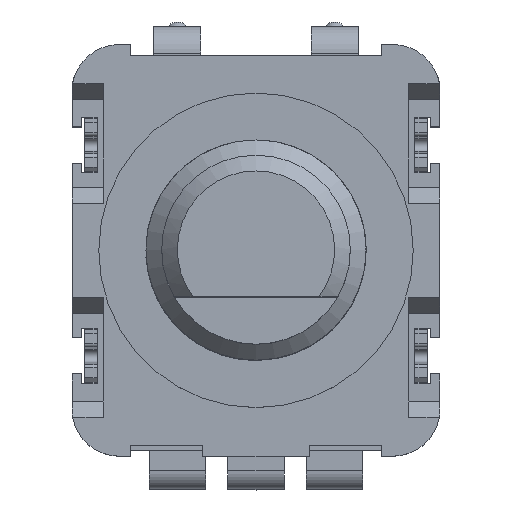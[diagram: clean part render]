
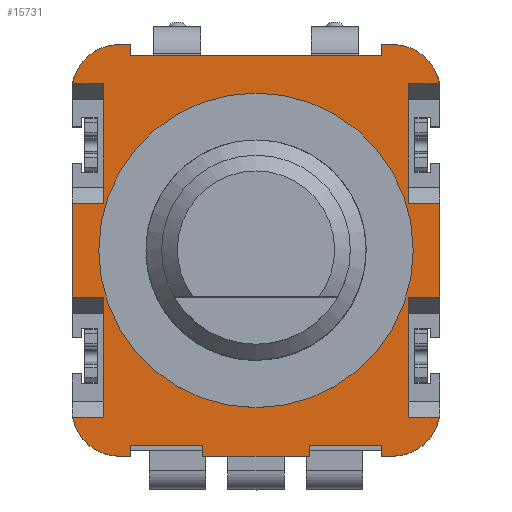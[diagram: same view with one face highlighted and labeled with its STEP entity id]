
A CAD part, top view. The second image highlights one B-rep face of the part: STEP entity #15731.
In plain terms, the highlighted planar face has unit normal (0, 0, 1).
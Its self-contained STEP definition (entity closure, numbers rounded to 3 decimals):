
#252=FACE_BOUND($,#2735,.T.);
#253=FACE_BOUND($,#2736,.T.);
#990=CIRCLE($,#17087,5.);
#991=CIRCLE($,#17089,1.5);
#992=CIRCLE($,#17090,1.5);
#993=CIRCLE($,#17091,1.5);
#994=CIRCLE($,#17092,1.5);
#2735=EDGE_LOOP($,(#13696));
#2736=EDGE_LOOP($,(#13697,#13698,#13699,#13700,#13701,#13702,#13703,#13704,
#13705,#13706,#13707,#13708,#13709,#13710,#13711,#13712,#13713,#13714,#13715,
#13716,#13717,#13718,#13719,#13720,#13721,#13722,#13723,#13724,#13725,#13726,
#13727,#13728));
#4282=LINE($,#26344,#5951);
#4283=LINE($,#26346,#5952);
#4284=LINE($,#26348,#5953);
#4285=LINE($,#26350,#5954);
#4286=LINE($,#26352,#5955);
#4287=LINE($,#26354,#5956);
#4288=LINE($,#26356,#5957);
#4289=LINE($,#26360,#5958);
#4290=LINE($,#26362,#5959);
#4291=LINE($,#26364,#5960);
#4292=LINE($,#26366,#5961);
#4293=LINE($,#26368,#5962);
#4294=LINE($,#26372,#5963);
#4295=LINE($,#26374,#5964);
#4296=LINE($,#26376,#5965);
#4297=LINE($,#26378,#5966);
#4298=LINE($,#26380,#5967);
#4299=LINE($,#26382,#5968);
#4300=LINE($,#26384,#5969);
#4301=LINE($,#26388,#5970);
#4302=LINE($,#26390,#5971);
#4303=LINE($,#26392,#5972);
#4304=LINE($,#26394,#5973);
#4305=LINE($,#26396,#5974);
#4306=LINE($,#26398,#5975);
#4307=LINE($,#26400,#5976);
#4308=LINE($,#26402,#5977);
#4309=LINE($,#26404,#5978);
#5951=VECTOR($,#21087,0.978);
#5952=VECTOR($,#21088,3.8);
#5953=VECTOR($,#21089,1.);
#5954=VECTOR($,#21090,3.);
#5955=VECTOR($,#21091,1.);
#5956=VECTOR($,#21092,3.8);
#5957=VECTOR($,#21093,0.978);
#5958=VECTOR($,#21096,0.35);
#5959=VECTOR($,#21097,0.345);
#5960=VECTOR($,#21098,8.);
#5961=VECTOR($,#21099,0.345);
#5962=VECTOR($,#21100,0.35);
#5963=VECTOR($,#21103,0.978);
#5964=VECTOR($,#21104,3.8);
#5965=VECTOR($,#21105,1.);
#5966=VECTOR($,#21106,3.);
#5967=VECTOR($,#21107,1.);
#5968=VECTOR($,#21108,3.8);
#5969=VECTOR($,#21109,0.978);
#5970=VECTOR($,#21112,0.35);
#5971=VECTOR($,#21113,0.345);
#5972=VECTOR($,#21114,2.3);
#5973=VECTOR($,#21115,0.345);
#5974=VECTOR($,#21116,3.4);
#5975=VECTOR($,#21117,0.345);
#5976=VECTOR($,#21118,2.3);
#5977=VECTOR($,#21119,0.345);
#5978=VECTOR($,#21120,0.35);
#7528=VERTEX_POINT($,#26339);
#7529=VERTEX_POINT($,#26342);
#7530=VERTEX_POINT($,#26343);
#7531=VERTEX_POINT($,#26345);
#7532=VERTEX_POINT($,#26347);
#7533=VERTEX_POINT($,#26349);
#7534=VERTEX_POINT($,#26351);
#7535=VERTEX_POINT($,#26353);
#7536=VERTEX_POINT($,#26355);
#7537=VERTEX_POINT($,#26357);
#7538=VERTEX_POINT($,#26359);
#7539=VERTEX_POINT($,#26361);
#7540=VERTEX_POINT($,#26363);
#7541=VERTEX_POINT($,#26365);
#7542=VERTEX_POINT($,#26367);
#7543=VERTEX_POINT($,#26369);
#7544=VERTEX_POINT($,#26371);
#7545=VERTEX_POINT($,#26373);
#7546=VERTEX_POINT($,#26375);
#7547=VERTEX_POINT($,#26377);
#7548=VERTEX_POINT($,#26379);
#7549=VERTEX_POINT($,#26381);
#7550=VERTEX_POINT($,#26383);
#7551=VERTEX_POINT($,#26385);
#7552=VERTEX_POINT($,#26387);
#7553=VERTEX_POINT($,#26389);
#7554=VERTEX_POINT($,#26391);
#7555=VERTEX_POINT($,#26393);
#7556=VERTEX_POINT($,#26395);
#7557=VERTEX_POINT($,#26397);
#7558=VERTEX_POINT($,#26399);
#7559=VERTEX_POINT($,#26401);
#7560=VERTEX_POINT($,#26403);
#9621=EDGE_CURVE($,#7528,#7528,#990,.T.);
#9622=EDGE_CURVE($,#7529,#7530,#4282,.T.);
#9623=EDGE_CURVE($,#7530,#7531,#4283,.T.);
#9624=EDGE_CURVE($,#7531,#7532,#4284,.T.);
#9625=EDGE_CURVE($,#7532,#7533,#4285,.T.);
#9626=EDGE_CURVE($,#7533,#7534,#4286,.T.);
#9627=EDGE_CURVE($,#7534,#7535,#4287,.T.);
#9628=EDGE_CURVE($,#7535,#7536,#4288,.T.);
#9629=EDGE_CURVE($,#7536,#7537,#991,.T.);
#9630=EDGE_CURVE($,#7537,#7538,#4289,.T.);
#9631=EDGE_CURVE($,#7538,#7539,#4290,.T.);
#9632=EDGE_CURVE($,#7539,#7540,#4291,.T.);
#9633=EDGE_CURVE($,#7540,#7541,#4292,.T.);
#9634=EDGE_CURVE($,#7541,#7542,#4293,.T.);
#9635=EDGE_CURVE($,#7542,#7543,#992,.T.);
#9636=EDGE_CURVE($,#7543,#7544,#4294,.T.);
#9637=EDGE_CURVE($,#7544,#7545,#4295,.T.);
#9638=EDGE_CURVE($,#7545,#7546,#4296,.T.);
#9639=EDGE_CURVE($,#7546,#7547,#4297,.T.);
#9640=EDGE_CURVE($,#7547,#7548,#4298,.T.);
#9641=EDGE_CURVE($,#7548,#7549,#4299,.T.);
#9642=EDGE_CURVE($,#7549,#7550,#4300,.T.);
#9643=EDGE_CURVE($,#7550,#7551,#993,.T.);
#9644=EDGE_CURVE($,#7551,#7552,#4301,.T.);
#9645=EDGE_CURVE($,#7552,#7553,#4302,.T.);
#9646=EDGE_CURVE($,#7553,#7554,#4303,.T.);
#9647=EDGE_CURVE($,#7554,#7555,#4304,.T.);
#9648=EDGE_CURVE($,#7555,#7556,#4305,.T.);
#9649=EDGE_CURVE($,#7556,#7557,#4306,.T.);
#9650=EDGE_CURVE($,#7557,#7558,#4307,.T.);
#9651=EDGE_CURVE($,#7558,#7559,#4308,.T.);
#9652=EDGE_CURVE($,#7559,#7560,#4309,.T.);
#9653=EDGE_CURVE($,#7560,#7529,#994,.T.);
#13696=ORIENTED_EDGE($,*,*,#9621,.T.);
#13697=ORIENTED_EDGE($,*,*,#9622,.T.);
#13698=ORIENTED_EDGE($,*,*,#9623,.T.);
#13699=ORIENTED_EDGE($,*,*,#9624,.T.);
#13700=ORIENTED_EDGE($,*,*,#9625,.T.);
#13701=ORIENTED_EDGE($,*,*,#9626,.T.);
#13702=ORIENTED_EDGE($,*,*,#9627,.T.);
#13703=ORIENTED_EDGE($,*,*,#9628,.T.);
#13704=ORIENTED_EDGE($,*,*,#9629,.T.);
#13705=ORIENTED_EDGE($,*,*,#9630,.T.);
#13706=ORIENTED_EDGE($,*,*,#9631,.T.);
#13707=ORIENTED_EDGE($,*,*,#9632,.T.);
#13708=ORIENTED_EDGE($,*,*,#9633,.T.);
#13709=ORIENTED_EDGE($,*,*,#9634,.T.);
#13710=ORIENTED_EDGE($,*,*,#9635,.T.);
#13711=ORIENTED_EDGE($,*,*,#9636,.T.);
#13712=ORIENTED_EDGE($,*,*,#9637,.T.);
#13713=ORIENTED_EDGE($,*,*,#9638,.T.);
#13714=ORIENTED_EDGE($,*,*,#9639,.T.);
#13715=ORIENTED_EDGE($,*,*,#9640,.T.);
#13716=ORIENTED_EDGE($,*,*,#9641,.T.);
#13717=ORIENTED_EDGE($,*,*,#9642,.T.);
#13718=ORIENTED_EDGE($,*,*,#9643,.T.);
#13719=ORIENTED_EDGE($,*,*,#9644,.T.);
#13720=ORIENTED_EDGE($,*,*,#9645,.T.);
#13721=ORIENTED_EDGE($,*,*,#9646,.T.);
#13722=ORIENTED_EDGE($,*,*,#9647,.T.);
#13723=ORIENTED_EDGE($,*,*,#9648,.T.);
#13724=ORIENTED_EDGE($,*,*,#9649,.T.);
#13725=ORIENTED_EDGE($,*,*,#9650,.T.);
#13726=ORIENTED_EDGE($,*,*,#9651,.T.);
#13727=ORIENTED_EDGE($,*,*,#9652,.T.);
#13728=ORIENTED_EDGE($,*,*,#9653,.T.);
#14924=PLANE($,#17088);
#15731=ADVANCED_FACE($,(#252,#253),#14924,.T.);
#17087=AXIS2_PLACEMENT_3D($,#26340,#21083,#21084);
#17088=AXIS2_PLACEMENT_3D($,#26341,#21085,#21086);
#17089=AXIS2_PLACEMENT_3D($,#26358,#21094,#21095);
#17090=AXIS2_PLACEMENT_3D($,#26370,#21101,#21102);
#17091=AXIS2_PLACEMENT_3D($,#26386,#21110,#21111);
#17092=AXIS2_PLACEMENT_3D($,#26405,#21121,#21122);
#21083=DIRECTION('center_axis',(0.,0.,-1.));
#21084=DIRECTION('ref_axis',(-1.,0.,0.));
#21085=DIRECTION('center_axis',(0.,0.,1.));
#21086=DIRECTION('ref_axis',(1.,0.,0.));
#21087=DIRECTION($,(-1.,0.,0.));
#21088=DIRECTION($,(0.,1.,0.));
#21089=DIRECTION($,(1.,0.,0.));
#21090=DIRECTION($,(0.,1.,0.));
#21091=DIRECTION($,(-1.,0.,0.));
#21092=DIRECTION($,(0.,1.,0.));
#21093=DIRECTION($,(1.,0.,0.));
#21094=DIRECTION('center_axis',(0.,0.,1.));
#21095=DIRECTION('ref_axis',(1.,0.,0.));
#21096=DIRECTION($,(-1.,0.,0.));
#21097=DIRECTION($,(0.,-1.,0.));
#21098=DIRECTION($,(-1.,0.,0.));
#21099=DIRECTION($,(0.,1.,0.));
#21100=DIRECTION($,(-1.,0.,0.));
#21101=DIRECTION('center_axis',(0.,0.,1.));
#21102=DIRECTION('ref_axis',(0.,1.,0.));
#21103=DIRECTION($,(1.,0.,0.));
#21104=DIRECTION($,(0.,-1.,0.));
#21105=DIRECTION($,(-1.,0.,0.));
#21106=DIRECTION($,(0.,-1.,0.));
#21107=DIRECTION($,(1.,0.,0.));
#21108=DIRECTION($,(0.,-1.,0.));
#21109=DIRECTION($,(-1.,0.,0.));
#21110=DIRECTION('center_axis',(0.,0.,1.));
#21111=DIRECTION('ref_axis',(-1.,0.,0.));
#21112=DIRECTION($,(1.,0.,0.));
#21113=DIRECTION($,(0.,1.,0.));
#21114=DIRECTION($,(1.,0.,0.));
#21115=DIRECTION($,(0.,-1.,0.));
#21116=DIRECTION($,(1.,0.,0.));
#21117=DIRECTION($,(0.,1.,0.));
#21118=DIRECTION($,(1.,0.,0.));
#21119=DIRECTION($,(0.,-1.,0.));
#21120=DIRECTION($,(1.,0.,0.));
#21121=DIRECTION('center_axis',(0.,0.,1.));
#21122=DIRECTION('ref_axis',(0.,-1.,0.));
#26339=CARTESIAN_POINT('',(5.,0.,0.));
#26340=CARTESIAN_POINT('Origin',(0.,0.,0.));
#26341=CARTESIAN_POINT('Origin',(0.,-0.092,0.));
#26342=CARTESIAN_POINT('',(5.828,-5.3,0.));
#26343=CARTESIAN_POINT('',(4.85,-5.3,0.));
#26344=CARTESIAN_POINT($,(5.828,-5.3,0.));
#26345=CARTESIAN_POINT('',(4.85,-1.5,0.));
#26346=CARTESIAN_POINT($,(4.85,-5.3,0.));
#26347=CARTESIAN_POINT('',(5.85,-1.5,0.));
#26348=CARTESIAN_POINT($,(4.85,-1.5,0.));
#26349=CARTESIAN_POINT('',(5.85,1.5,0.));
#26350=CARTESIAN_POINT($,(5.85,-1.5,0.));
#26351=CARTESIAN_POINT('',(4.85,1.5,0.));
#26352=CARTESIAN_POINT($,(5.85,1.5,0.));
#26353=CARTESIAN_POINT('',(4.85,5.3,0.));
#26354=CARTESIAN_POINT($,(4.85,1.5,0.));
#26355=CARTESIAN_POINT('',(5.828,5.3,0.));
#26356=CARTESIAN_POINT($,(4.85,5.3,0.));
#26357=CARTESIAN_POINT('',(4.35,6.545,0.));
#26358=CARTESIAN_POINT('Origin',(4.35,5.045,0.));
#26359=CARTESIAN_POINT('',(4.,6.545,0.));
#26360=CARTESIAN_POINT($,(4.35,6.545,0.));
#26361=CARTESIAN_POINT('',(4.,6.2,0.));
#26362=CARTESIAN_POINT($,(4.,6.545,0.));
#26363=CARTESIAN_POINT('',(-4.,6.2,0.));
#26364=CARTESIAN_POINT($,(4.,6.2,0.));
#26365=CARTESIAN_POINT('',(-4.,6.545,0.));
#26366=CARTESIAN_POINT($,(-4.,6.2,0.));
#26367=CARTESIAN_POINT('',(-4.35,6.545,0.));
#26368=CARTESIAN_POINT($,(-4.,6.545,0.));
#26369=CARTESIAN_POINT('',(-5.828,5.3,0.));
#26370=CARTESIAN_POINT('Origin',(-4.35,5.045,0.));
#26371=CARTESIAN_POINT('',(-4.85,5.3,0.));
#26372=CARTESIAN_POINT($,(-5.828,5.3,0.));
#26373=CARTESIAN_POINT('',(-4.85,1.5,0.));
#26374=CARTESIAN_POINT($,(-4.85,5.3,0.));
#26375=CARTESIAN_POINT('',(-5.85,1.5,0.));
#26376=CARTESIAN_POINT($,(-4.85,1.5,0.));
#26377=CARTESIAN_POINT('',(-5.85,-1.5,0.));
#26378=CARTESIAN_POINT($,(-5.85,1.5,0.));
#26379=CARTESIAN_POINT('',(-4.85,-1.5,0.));
#26380=CARTESIAN_POINT($,(-5.85,-1.5,0.));
#26381=CARTESIAN_POINT('',(-4.85,-5.3,0.));
#26382=CARTESIAN_POINT($,(-4.85,-1.5,0.));
#26383=CARTESIAN_POINT('',(-5.828,-5.3,0.));
#26384=CARTESIAN_POINT($,(-4.85,-5.3,0.));
#26385=CARTESIAN_POINT('',(-4.35,-6.545,0.));
#26386=CARTESIAN_POINT('Origin',(-4.35,-5.045,0.));
#26387=CARTESIAN_POINT('',(-4.,-6.545,0.));
#26388=CARTESIAN_POINT($,(-4.35,-6.545,0.));
#26389=CARTESIAN_POINT('',(-4.,-6.2,0.));
#26390=CARTESIAN_POINT($,(-4.,-6.545,0.));
#26391=CARTESIAN_POINT('',(-1.7,-6.2,0.));
#26392=CARTESIAN_POINT($,(-4.,-6.2,0.));
#26393=CARTESIAN_POINT('',(-1.7,-6.545,0.));
#26394=CARTESIAN_POINT($,(-1.7,-6.2,0.));
#26395=CARTESIAN_POINT('',(1.7,-6.545,0.));
#26396=CARTESIAN_POINT($,(-1.7,-6.545,0.));
#26397=CARTESIAN_POINT('',(1.7,-6.2,0.));
#26398=CARTESIAN_POINT($,(1.7,-6.545,0.));
#26399=CARTESIAN_POINT('',(4.,-6.2,0.));
#26400=CARTESIAN_POINT($,(1.7,-6.2,0.));
#26401=CARTESIAN_POINT('',(4.,-6.545,0.));
#26402=CARTESIAN_POINT($,(4.,-6.2,0.));
#26403=CARTESIAN_POINT('',(4.35,-6.545,0.));
#26404=CARTESIAN_POINT($,(4.,-6.545,0.));
#26405=CARTESIAN_POINT('Origin',(4.35,-5.045,0.));
